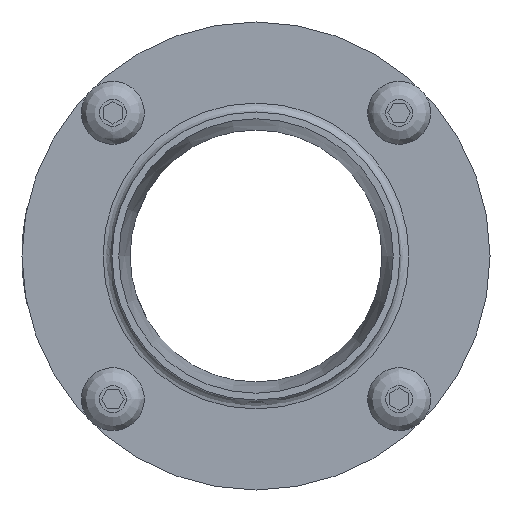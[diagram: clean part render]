
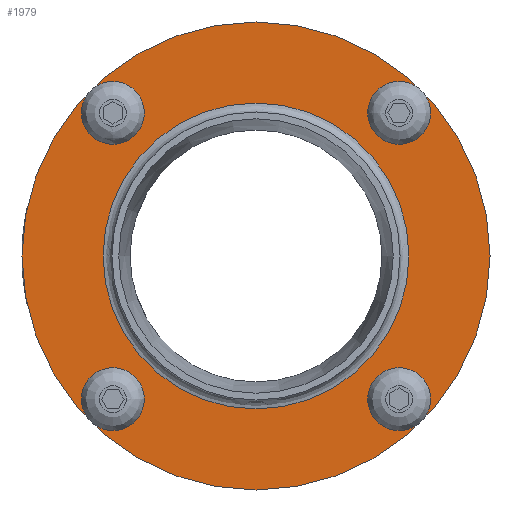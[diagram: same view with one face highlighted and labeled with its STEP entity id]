
A CAD part, left-side view. The second image highlights one B-rep face of the part: STEP entity #1979.
In plain terms, the highlighted planar face has unit normal (-1, 0, 0).
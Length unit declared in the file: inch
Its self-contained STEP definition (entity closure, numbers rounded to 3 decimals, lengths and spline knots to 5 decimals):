
#1736=CARTESIAN_POINT('',(12.64524,6.54785,1.09354));
#1737=VERTEX_POINT('',#1736);
#1738=CARTESIAN_POINT('',(12.64524,6.6472,0.99419));
#1739=DIRECTION('',(1.,0.0,0.0));
#1740=DIRECTION('',(0.0,-0.707,0.707));
#1741=AXIS2_PLACEMENT_3D('',#1738,#1739,#1740);
#1742=CIRCLE('',#1741,0.1405);
#1743=EDGE_CURVE('',#1737,#1737,#1742,.T.);
#1764=CARTESIAN_POINT('',(12.64524,8.73493,-1.09354));
#1765=VERTEX_POINT('',#1764);
#1766=CARTESIAN_POINT('',(12.64524,8.63559,-0.99419));
#1767=DIRECTION('',(1.,0.0,0.0));
#1768=DIRECTION('',(0.0,0.707,-0.707));
#1769=AXIS2_PLACEMENT_3D('',#1766,#1767,#1768);
#1770=CIRCLE('',#1769,0.1405);
#1771=EDGE_CURVE('',#1765,#1765,#1770,.T.);
#1792=CARTESIAN_POINT('',(12.64524,8.73493,1.09354));
#1793=VERTEX_POINT('',#1792);
#1794=CARTESIAN_POINT('',(12.64524,8.63559,0.99419));
#1795=DIRECTION('',(1.,0.0,0.0));
#1796=DIRECTION('',(0.0,0.707,0.707));
#1797=AXIS2_PLACEMENT_3D('',#1794,#1795,#1796);
#1798=CIRCLE('',#1797,0.1405);
#1799=EDGE_CURVE('',#1793,#1793,#1798,.T.);
#1820=CARTESIAN_POINT('',(12.64524,6.54785,-1.09354));
#1821=VERTEX_POINT('',#1820);
#1822=CARTESIAN_POINT('',(12.64524,6.6472,-0.99419));
#1823=DIRECTION('',(1.,0.0,0.0));
#1824=DIRECTION('',(0.0,-0.707,-0.707));
#1825=AXIS2_PLACEMENT_3D('',#1822,#1823,#1824);
#1826=CIRCLE('',#1825,0.1405);
#1827=EDGE_CURVE('',#1821,#1821,#1826,.T.);
#1933=CARTESIAN_POINT('',(12.64524,8.70339,0.0));
#1934=VERTEX_POINT('',#1933);
#1935=CARTESIAN_POINT('',(12.64524,7.64139,0.0));
#1936=DIRECTION('',(1.0,0.0,0.0));
#1937=DIRECTION('',(0.0,1.0,0.0));
#1938=AXIS2_PLACEMENT_3D('',#1935,#1936,#1937);
#1939=CIRCLE('',#1938,1.062);
#1940=EDGE_CURVE('',#1934,#1934,#1939,.T.);
#1948=CARTESIAN_POINT('',(12.64524,8.98489,0.0));
#1949=DIRECTION('',(-1.0,0.0,0.0));
#1950=DIRECTION('',(0.0,0.0,1.0));
#1951=AXIS2_PLACEMENT_3D('',#1948,#1949,#1950);
#1952=PLANE('',#1951);
#1953=CARTESIAN_POINT('',(12.64524,9.26639,0.0));
#1954=VERTEX_POINT('',#1953);
#1955=CARTESIAN_POINT('',(12.64524,7.64139,0.0));
#1956=DIRECTION('',(1.0,0.0,0.0));
#1957=DIRECTION('',(0.0,1.0,0.0));
#1958=AXIS2_PLACEMENT_3D('',#1955,#1956,#1957);
#1959=CIRCLE('',#1958,1.625);
#1960=EDGE_CURVE('',#1954,#1954,#1959,.T.);
#1961=ORIENTED_EDGE('',*,*,#1960,.F.);
#1962=EDGE_LOOP('',(#1961));
#1963=FACE_OUTER_BOUND('',#1962,.T.);
#1964=ORIENTED_EDGE('',*,*,#1743,.T.);
#1965=EDGE_LOOP('',(#1964));
#1966=FACE_BOUND('',#1965,.T.);
#1967=ORIENTED_EDGE('',*,*,#1771,.T.);
#1968=EDGE_LOOP('',(#1967));
#1969=FACE_BOUND('',#1968,.T.);
#1970=ORIENTED_EDGE('',*,*,#1799,.T.);
#1971=EDGE_LOOP('',(#1970));
#1972=FACE_BOUND('',#1971,.T.);
#1973=ORIENTED_EDGE('',*,*,#1827,.T.);
#1974=EDGE_LOOP('',(#1973));
#1975=FACE_BOUND('',#1974,.T.);
#1976=ORIENTED_EDGE('',*,*,#1940,.T.);
#1977=EDGE_LOOP('',(#1976));
#1978=FACE_BOUND('',#1977,.T.);
#1979=ADVANCED_FACE('',(#1963,#1966,#1969,#1972,#1975,#1978),#1952,.T.);
